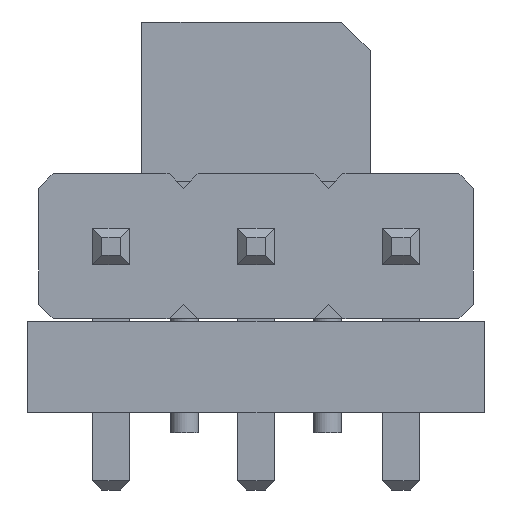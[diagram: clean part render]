
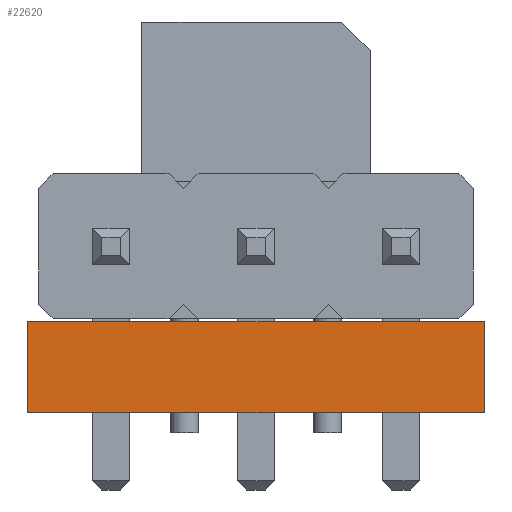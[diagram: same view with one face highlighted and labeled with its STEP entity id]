
A CAD part, left-side view. The second image highlights one B-rep face of the part: STEP entity #22620.
In plain terms, the highlighted planar face has unit normal (-1, 0, 0).
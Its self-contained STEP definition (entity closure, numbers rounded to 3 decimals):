
#22504 = EDGE_CURVE('',#22505,#22507,#22509,.T.);
#22505 = VERTEX_POINT('',#22506);
#22506 = CARTESIAN_POINT('',(0.,8.,0.));
#22507 = VERTEX_POINT('',#22508);
#22508 = CARTESIAN_POINT('',(0.,8.,1.6));
#22509 = SURFACE_CURVE('',#22510,(#22514,#22526),.PCURVE_S1.);
#22510 = LINE('',#22511,#22512);
#22511 = CARTESIAN_POINT('',(0.,8.,0.));
#22512 = VECTOR('',#22513,1.);
#22513 = DIRECTION('',(0.,0.,1.));
#22514 = PCURVE('',#22515,#22520);
#22515 = PLANE('',#22516);
#22516 = AXIS2_PLACEMENT_3D('',#22517,#22518,#22519);
#22517 = CARTESIAN_POINT('',(0.,8.,0.));
#22518 = DIRECTION('',(0.,1.,0.));
#22519 = DIRECTION('',(1.,0.,0.));
#22520 = DEFINITIONAL_REPRESENTATION('',(#22521),#22525);
#22521 = LINE('',#22522,#22523);
#22522 = CARTESIAN_POINT('',(0.,0.));
#22523 = VECTOR('',#22524,1.);
#22524 = DIRECTION('',(0.,-1.));
#22525 = ( GEOMETRIC_REPRESENTATION_CONTEXT(2) 
PARAMETRIC_REPRESENTATION_CONTEXT() REPRESENTATION_CONTEXT('2D SPACE',''
  ) );
#22526 = PCURVE('',#22527,#22532);
#22527 = PLANE('',#22528);
#22528 = AXIS2_PLACEMENT_3D('',#22529,#22530,#22531);
#22529 = CARTESIAN_POINT('',(0.,0.,0.));
#22530 = DIRECTION('',(-1.,0.,0.));
#22531 = DIRECTION('',(0.,1.,0.));
#22532 = DEFINITIONAL_REPRESENTATION('',(#22533),#22537);
#22533 = LINE('',#22534,#22535);
#22534 = CARTESIAN_POINT('',(8.,0.));
#22535 = VECTOR('',#22536,1.);
#22536 = DIRECTION('',(0.,-1.));
#22537 = ( GEOMETRIC_REPRESENTATION_CONTEXT(2) 
PARAMETRIC_REPRESENTATION_CONTEXT() REPRESENTATION_CONTEXT('2D SPACE',''
  ) );
#22555 = PLANE('',#22556);
#22556 = AXIS2_PLACEMENT_3D('',#22557,#22558,#22559);
#22557 = CARTESIAN_POINT('',(0.,8.,1.6));
#22558 = DIRECTION('',(-0.,0.,1.));
#22559 = DIRECTION('',(1.,0.,0.));
#22609 = PLANE('',#22610);
#22610 = AXIS2_PLACEMENT_3D('',#22611,#22612,#22613);
#22611 = CARTESIAN_POINT('',(0.,8.,0.));
#22612 = DIRECTION('',(-0.,0.,1.));
#22613 = DIRECTION('',(1.,0.,0.));
#22620 = ADVANCED_FACE('',(#22621),#22527,.T.);
#22621 = FACE_BOUND('',#22622,.T.);
#22622 = EDGE_LOOP('',(#22623,#22653,#22674,#22675));
#22623 = ORIENTED_EDGE('',*,*,#22624,.T.);
#22624 = EDGE_CURVE('',#22625,#22627,#22629,.T.);
#22625 = VERTEX_POINT('',#22626);
#22626 = CARTESIAN_POINT('',(0.,-0.,0.));
#22627 = VERTEX_POINT('',#22628);
#22628 = CARTESIAN_POINT('',(0.,0.,1.6));
#22629 = SURFACE_CURVE('',#22630,(#22634,#22641),.PCURVE_S1.);
#22630 = LINE('',#22631,#22632);
#22631 = CARTESIAN_POINT('',(0.,-0.,0.));
#22632 = VECTOR('',#22633,1.);
#22633 = DIRECTION('',(0.,0.,1.));
#22634 = PCURVE('',#22527,#22635);
#22635 = DEFINITIONAL_REPRESENTATION('',(#22636),#22640);
#22636 = LINE('',#22637,#22638);
#22637 = CARTESIAN_POINT('',(0.,0.));
#22638 = VECTOR('',#22639,1.);
#22639 = DIRECTION('',(0.,-1.));
#22640 = ( GEOMETRIC_REPRESENTATION_CONTEXT(2) 
PARAMETRIC_REPRESENTATION_CONTEXT() REPRESENTATION_CONTEXT('2D SPACE',''
  ) );
#22641 = PCURVE('',#22642,#22647);
#22642 = PLANE('',#22643);
#22643 = AXIS2_PLACEMENT_3D('',#22644,#22645,#22646);
#22644 = CARTESIAN_POINT('',(20.5,0.,0.));
#22645 = DIRECTION('',(0.,-1.,0.));
#22646 = DIRECTION('',(-1.,0.,0.));
#22647 = DEFINITIONAL_REPRESENTATION('',(#22648),#22652);
#22648 = LINE('',#22649,#22650);
#22649 = CARTESIAN_POINT('',(20.5,0.));
#22650 = VECTOR('',#22651,1.);
#22651 = DIRECTION('',(0.,-1.));
#22652 = ( GEOMETRIC_REPRESENTATION_CONTEXT(2) 
PARAMETRIC_REPRESENTATION_CONTEXT() REPRESENTATION_CONTEXT('2D SPACE',''
  ) );
#22653 = ORIENTED_EDGE('',*,*,#22654,.T.);
#22654 = EDGE_CURVE('',#22627,#22507,#22655,.T.);
#22655 = SURFACE_CURVE('',#22656,(#22660,#22667),.PCURVE_S1.);
#22656 = LINE('',#22657,#22658);
#22657 = CARTESIAN_POINT('',(0.,0.,1.6));
#22658 = VECTOR('',#22659,1.);
#22659 = DIRECTION('',(0.,1.,0.));
#22660 = PCURVE('',#22527,#22661);
#22661 = DEFINITIONAL_REPRESENTATION('',(#22662),#22666);
#22662 = LINE('',#22663,#22664);
#22663 = CARTESIAN_POINT('',(0.,-1.6));
#22664 = VECTOR('',#22665,1.);
#22665 = DIRECTION('',(1.,0.));
#22666 = ( GEOMETRIC_REPRESENTATION_CONTEXT(2) 
PARAMETRIC_REPRESENTATION_CONTEXT() REPRESENTATION_CONTEXT('2D SPACE',''
  ) );
#22667 = PCURVE('',#22555,#22668);
#22668 = DEFINITIONAL_REPRESENTATION('',(#22669),#22673);
#22669 = LINE('',#22670,#22671);
#22670 = CARTESIAN_POINT('',(0.,-8.));
#22671 = VECTOR('',#22672,1.);
#22672 = DIRECTION('',(0.,1.));
#22673 = ( GEOMETRIC_REPRESENTATION_CONTEXT(2) 
PARAMETRIC_REPRESENTATION_CONTEXT() REPRESENTATION_CONTEXT('2D SPACE',''
  ) );
#22674 = ORIENTED_EDGE('',*,*,#22504,.F.);
#22675 = ORIENTED_EDGE('',*,*,#22676,.F.);
#22676 = EDGE_CURVE('',#22625,#22505,#22677,.T.);
#22677 = SURFACE_CURVE('',#22678,(#22682,#22689),.PCURVE_S1.);
#22678 = LINE('',#22679,#22680);
#22679 = CARTESIAN_POINT('',(0.,-0.,0.));
#22680 = VECTOR('',#22681,1.);
#22681 = DIRECTION('',(0.,1.,0.));
#22682 = PCURVE('',#22527,#22683);
#22683 = DEFINITIONAL_REPRESENTATION('',(#22684),#22688);
#22684 = LINE('',#22685,#22686);
#22685 = CARTESIAN_POINT('',(0.,0.));
#22686 = VECTOR('',#22687,1.);
#22687 = DIRECTION('',(1.,0.));
#22688 = ( GEOMETRIC_REPRESENTATION_CONTEXT(2) 
PARAMETRIC_REPRESENTATION_CONTEXT() REPRESENTATION_CONTEXT('2D SPACE',''
  ) );
#22689 = PCURVE('',#22609,#22690);
#22690 = DEFINITIONAL_REPRESENTATION('',(#22691),#22695);
#22691 = LINE('',#22692,#22693);
#22692 = CARTESIAN_POINT('',(0.,-8.));
#22693 = VECTOR('',#22694,1.);
#22694 = DIRECTION('',(0.,1.));
#22695 = ( GEOMETRIC_REPRESENTATION_CONTEXT(2) 
PARAMETRIC_REPRESENTATION_CONTEXT() REPRESENTATION_CONTEXT('2D SPACE',''
  ) );
